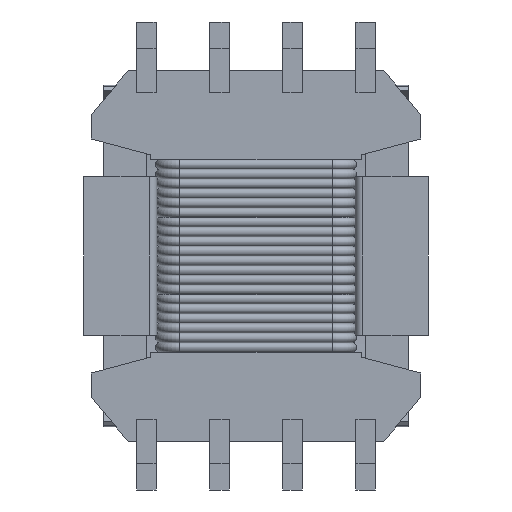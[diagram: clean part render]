
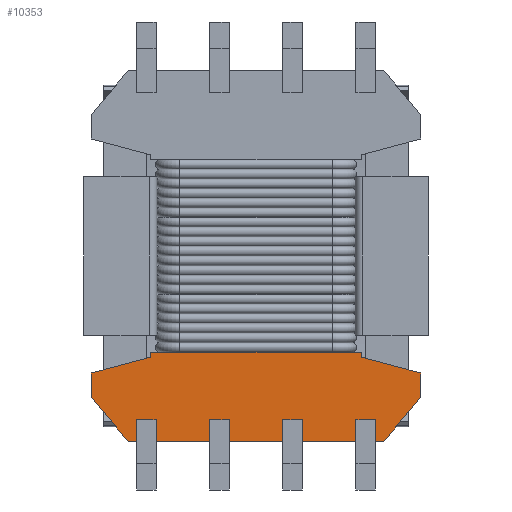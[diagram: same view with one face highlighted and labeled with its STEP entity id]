
A CAD part, front view. The second image highlights one B-rep face of the part: STEP entity #10353.
In plain terms, the highlighted planar face has unit normal (0, -1, 0).
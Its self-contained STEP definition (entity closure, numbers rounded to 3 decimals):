
#1045=FACE_BOUND('',#1698,.T.);
#1046=FACE_BOUND('',#1699,.T.);
#1047=FACE_BOUND('',#1700,.T.);
#1048=FACE_BOUND('',#1701,.T.);
#1088=FACE_OUTER_BOUND('',#1697,.T.);
#1697=EDGE_LOOP('',(#7098,#7099,#7100,#7101,#7102,#7103,#7104,#7105,#7106,
#7107));
#1698=EDGE_LOOP('',(#7108,#7109,#7110,#7111));
#1699=EDGE_LOOP('',(#7112,#7113,#7114,#7115));
#1700=EDGE_LOOP('',(#7116,#7117,#7118,#7119));
#1701=EDGE_LOOP('',(#7120,#7121,#7122,#7123));
#2298=LINE('',#14909,#3395);
#2301=LINE('',#14916,#3398);
#2309=LINE('',#14931,#3406);
#2340=LINE('',#14993,#3437);
#2345=LINE('',#15004,#3442);
#2350=LINE('',#15013,#3447);
#2356=LINE('',#15025,#3453);
#2359=LINE('',#15030,#3456);
#2364=LINE('',#15041,#3461);
#2369=LINE('',#15050,#3466);
#2375=LINE('',#15062,#3472);
#2378=LINE('',#15067,#3475);
#2383=LINE('',#15078,#3480);
#2388=LINE('',#15087,#3485);
#2394=LINE('',#15099,#3491);
#2397=LINE('',#15104,#3494);
#2403=LINE('',#15116,#3500);
#2404=LINE('',#15118,#3501);
#2405=LINE('',#15120,#3502);
#2406=LINE('',#15122,#3503);
#2407=LINE('',#15123,#3504);
#2408=LINE('',#15124,#3505);
#2409=LINE('',#15127,#3506);
#2410=LINE('',#15129,#3507);
#2411=LINE('',#15131,#3508);
#2412=LINE('',#15132,#3509);
#3395=VECTOR('',#11978,10.);
#3398=VECTOR('',#11983,10.);
#3406=VECTOR('',#11993,10.);
#3437=VECTOR('',#12030,10.);
#3442=VECTOR('',#12039,10.);
#3447=VECTOR('',#12046,10.);
#3453=VECTOR('',#12056,10.);
#3456=VECTOR('',#12061,10.);
#3461=VECTOR('',#12070,10.);
#3466=VECTOR('',#12077,10.);
#3472=VECTOR('',#12087,10.);
#3475=VECTOR('',#12092,10.);
#3480=VECTOR('',#12101,10.);
#3485=VECTOR('',#12108,10.);
#3491=VECTOR('',#12118,10.);
#3494=VECTOR('',#12123,10.);
#3500=VECTOR('',#12137,10.);
#3501=VECTOR('',#12138,10.);
#3502=VECTOR('',#12139,10.);
#3503=VECTOR('',#12140,10.);
#3504=VECTOR('',#12141,10.);
#3505=VECTOR('',#12142,10.);
#3506=VECTOR('',#12143,10.);
#3507=VECTOR('',#12144,10.);
#3508=VECTOR('',#12145,10.);
#3509=VECTOR('',#12146,10.);
#4492=VERTEX_POINT('',#14906);
#4493=VERTEX_POINT('',#14908);
#4495=VERTEX_POINT('',#14914);
#4496=VERTEX_POINT('',#14915);
#4502=VERTEX_POINT('',#14929);
#4530=VERTEX_POINT('',#14992);
#4533=VERTEX_POINT('',#15002);
#4534=VERTEX_POINT('',#15003);
#4537=VERTEX_POINT('',#15012);
#4541=VERTEX_POINT('',#15024);
#4545=VERTEX_POINT('',#15039);
#4546=VERTEX_POINT('',#15040);
#4549=VERTEX_POINT('',#15049);
#4553=VERTEX_POINT('',#15061);
#4557=VERTEX_POINT('',#15076);
#4558=VERTEX_POINT('',#15077);
#4561=VERTEX_POINT('',#15086);
#4565=VERTEX_POINT('',#15098);
#4568=VERTEX_POINT('',#15115);
#4569=VERTEX_POINT('',#15117);
#4570=VERTEX_POINT('',#15119);
#4571=VERTEX_POINT('',#15121);
#4572=VERTEX_POINT('',#15125);
#4573=VERTEX_POINT('',#15126);
#4574=VERTEX_POINT('',#15128);
#4575=VERTEX_POINT('',#15130);
#5432=EDGE_CURVE('',#4493,#4492,#2298,.T.);
#5435=EDGE_CURVE('',#4495,#4496,#2301,.T.);
#5443=EDGE_CURVE('',#4502,#4492,#2309,.T.);
#5474=EDGE_CURVE('',#4530,#4495,#2340,.T.);
#5479=EDGE_CURVE('',#4533,#4534,#2345,.T.);
#5484=EDGE_CURVE('',#4537,#4533,#2350,.T.);
#5490=EDGE_CURVE('',#4541,#4537,#2356,.T.);
#5493=EDGE_CURVE('',#4534,#4541,#2359,.T.);
#5498=EDGE_CURVE('',#4545,#4546,#2364,.T.);
#5503=EDGE_CURVE('',#4549,#4545,#2369,.T.);
#5509=EDGE_CURVE('',#4553,#4549,#2375,.T.);
#5512=EDGE_CURVE('',#4546,#4553,#2378,.T.);
#5517=EDGE_CURVE('',#4557,#4558,#2383,.T.);
#5522=EDGE_CURVE('',#4561,#4557,#2388,.T.);
#5528=EDGE_CURVE('',#4565,#4561,#2394,.T.);
#5531=EDGE_CURVE('',#4558,#4565,#2397,.T.);
#5537=EDGE_CURVE('',#4502,#4568,#2403,.T.);
#5538=EDGE_CURVE('',#4568,#4569,#2404,.T.);
#5539=EDGE_CURVE('',#4570,#4569,#2405,.T.);
#5540=EDGE_CURVE('',#4570,#4571,#2406,.T.);
#5541=EDGE_CURVE('',#4571,#4530,#2407,.T.);
#5542=EDGE_CURVE('',#4496,#4493,#2408,.T.);
#5543=EDGE_CURVE('',#4572,#4573,#2409,.T.);
#5544=EDGE_CURVE('',#4573,#4574,#2410,.T.);
#5545=EDGE_CURVE('',#4574,#4575,#2411,.T.);
#5546=EDGE_CURVE('',#4575,#4572,#2412,.T.);
#7098=ORIENTED_EDGE('',*,*,#5432,.T.);
#7099=ORIENTED_EDGE('',*,*,#5443,.F.);
#7100=ORIENTED_EDGE('',*,*,#5537,.T.);
#7101=ORIENTED_EDGE('',*,*,#5538,.T.);
#7102=ORIENTED_EDGE('',*,*,#5539,.F.);
#7103=ORIENTED_EDGE('',*,*,#5540,.T.);
#7104=ORIENTED_EDGE('',*,*,#5541,.T.);
#7105=ORIENTED_EDGE('',*,*,#5474,.T.);
#7106=ORIENTED_EDGE('',*,*,#5435,.T.);
#7107=ORIENTED_EDGE('',*,*,#5542,.T.);
#7108=ORIENTED_EDGE('',*,*,#5490,.T.);
#7109=ORIENTED_EDGE('',*,*,#5484,.T.);
#7110=ORIENTED_EDGE('',*,*,#5479,.T.);
#7111=ORIENTED_EDGE('',*,*,#5493,.T.);
#7112=ORIENTED_EDGE('',*,*,#5509,.T.);
#7113=ORIENTED_EDGE('',*,*,#5503,.T.);
#7114=ORIENTED_EDGE('',*,*,#5498,.T.);
#7115=ORIENTED_EDGE('',*,*,#5512,.T.);
#7116=ORIENTED_EDGE('',*,*,#5528,.T.);
#7117=ORIENTED_EDGE('',*,*,#5522,.T.);
#7118=ORIENTED_EDGE('',*,*,#5517,.T.);
#7119=ORIENTED_EDGE('',*,*,#5531,.T.);
#7120=ORIENTED_EDGE('',*,*,#5543,.T.);
#7121=ORIENTED_EDGE('',*,*,#5544,.T.);
#7122=ORIENTED_EDGE('',*,*,#5545,.T.);
#7123=ORIENTED_EDGE('',*,*,#5546,.T.);
#9989=PLANE('',#11082);
#10353=ADVANCED_FACE('',(#1088,#1045,#1046,#1047,#1048),#9989,.F.);
#11082=AXIS2_PLACEMENT_3D('',#15114,#12135,#12136);
#11978=DIRECTION('',(0.64,0.,0.768));
#11983=DIRECTION('',(0.64,0.,-0.768));
#11993=DIRECTION('',(0.,0.,-1.));
#12030=DIRECTION('',(0.,0.,-1.));
#12039=DIRECTION('',(1.,0.,0.));
#12046=DIRECTION('',(0.,0.,1.));
#12056=DIRECTION('',(-1.,0.,0.));
#12061=DIRECTION('',(0.,0.,-1.));
#12070=DIRECTION('',(1.,0.,0.));
#12077=DIRECTION('',(0.,0.,1.));
#12087=DIRECTION('',(-1.,0.,0.));
#12092=DIRECTION('',(0.,0.,-1.));
#12101=DIRECTION('',(1.,0.,0.));
#12108=DIRECTION('',(0.,0.,1.));
#12118=DIRECTION('',(-1.,0.,0.));
#12123=DIRECTION('',(0.,0.,-1.));
#12135=DIRECTION('center_axis',(0.,1.,0.));
#12136=DIRECTION('ref_axis',(1.,0.,0.));
#12137=DIRECTION('',(-0.966,0.,0.259));
#12138=DIRECTION('',(0.,0.,1.));
#12139=DIRECTION('',(1.,0.,0.));
#12140=DIRECTION('',(0.,0.,-1.));
#12141=DIRECTION('',(-0.966,0.,-0.259));
#12142=DIRECTION('',(1.,0.,0.));
#12143=DIRECTION('',(-1.,0.,0.));
#12144=DIRECTION('',(0.,0.,1.));
#12145=DIRECTION('',(1.,0.,0.));
#12146=DIRECTION('',(0.,0.,-1.));
#14906=CARTESIAN_POINT('',(6.75,-3.6,-5.8));
#14908=CARTESIAN_POINT('',(5.25,-3.6,-7.6));
#14909=CARTESIAN_POINT('',(3.689,-3.6,-9.474));
#14914=CARTESIAN_POINT('',(-6.75,-3.6,-5.8));
#14915=CARTESIAN_POINT('',(-5.25,-3.6,-7.6));
#14916=CARTESIAN_POINT('',(-7.205,-3.6,-5.254));
#14929=CARTESIAN_POINT('',(6.75,-3.6,-4.8));
#14931=CARTESIAN_POINT('',(6.75,-3.6,-3.95));
#14992=CARTESIAN_POINT('',(-6.75,-3.6,-4.8));
#14993=CARTESIAN_POINT('',(-6.75,-3.6,-3.95));
#15002=CARTESIAN_POINT('',(4.1,-3.6,-6.725));
#15003=CARTESIAN_POINT('',(4.9,-3.6,-6.725));
#15004=CARTESIAN_POINT('',(-0.925,-3.6,-6.725));
#15012=CARTESIAN_POINT('',(4.1,-3.6,-7.025));
#15013=CARTESIAN_POINT('',(4.1,-3.6,-6.238));
#15024=CARTESIAN_POINT('',(4.9,-3.6,-7.025));
#15025=CARTESIAN_POINT('',(-1.325,-3.6,-7.025));
#15030=CARTESIAN_POINT('',(4.9,-3.6,-6.238));
#15039=CARTESIAN_POINT('',(1.1,-3.6,-6.725));
#15040=CARTESIAN_POINT('',(1.9,-3.6,-6.725));
#15041=CARTESIAN_POINT('',(-2.425,-3.6,-6.725));
#15049=CARTESIAN_POINT('',(1.1,-3.6,-7.025));
#15050=CARTESIAN_POINT('',(1.1,-3.6,-6.238));
#15061=CARTESIAN_POINT('',(1.9,-3.6,-7.025));
#15062=CARTESIAN_POINT('',(-2.825,-3.6,-7.025));
#15067=CARTESIAN_POINT('',(1.9,-3.6,-6.238));
#15076=CARTESIAN_POINT('',(-1.9,-3.6,-6.725));
#15077=CARTESIAN_POINT('',(-1.1,-3.6,-6.725));
#15078=CARTESIAN_POINT('',(-3.925,-3.6,-6.725));
#15086=CARTESIAN_POINT('',(-1.9,-3.6,-7.025));
#15087=CARTESIAN_POINT('',(-1.9,-3.6,-6.238));
#15098=CARTESIAN_POINT('',(-1.1,-3.6,-7.025));
#15099=CARTESIAN_POINT('',(-4.325,-3.6,-7.025));
#15104=CARTESIAN_POINT('',(-1.1,-3.6,-6.238));
#15114=CARTESIAN_POINT('Origin',(-6.75,-3.6,-3.95));
#15115=CARTESIAN_POINT('',(4.325,-3.6,-4.15));
#15116=CARTESIAN_POINT('',(-0.867,-3.6,-2.759));
#15117=CARTESIAN_POINT('',(4.325,-3.6,-3.95));
#15118=CARTESIAN_POINT('',(4.325,-3.6,-3.95));
#15119=CARTESIAN_POINT('',(-4.325,-3.6,-3.95));
#15120=CARTESIAN_POINT('',(-6.75,-3.6,-3.95));
#15121=CARTESIAN_POINT('',(-4.325,-3.6,-4.15));
#15122=CARTESIAN_POINT('',(-4.325,-3.6,-4.05));
#15123=CARTESIAN_POINT('',(-6.644,-3.6,-4.771));
#15124=CARTESIAN_POINT('',(-6.75,-3.6,-7.6));
#15125=CARTESIAN_POINT('',(-4.1,-3.6,-7.025));
#15126=CARTESIAN_POINT('',(-4.9,-3.6,-7.025));
#15127=CARTESIAN_POINT('',(-5.825,-3.6,-7.025));
#15128=CARTESIAN_POINT('',(-4.9,-3.6,-6.725));
#15129=CARTESIAN_POINT('',(-4.9,-3.6,-6.238));
#15130=CARTESIAN_POINT('',(-4.1,-3.6,-6.725));
#15131=CARTESIAN_POINT('',(-5.425,-3.6,-6.725));
#15132=CARTESIAN_POINT('',(-4.1,-3.6,-6.238));
